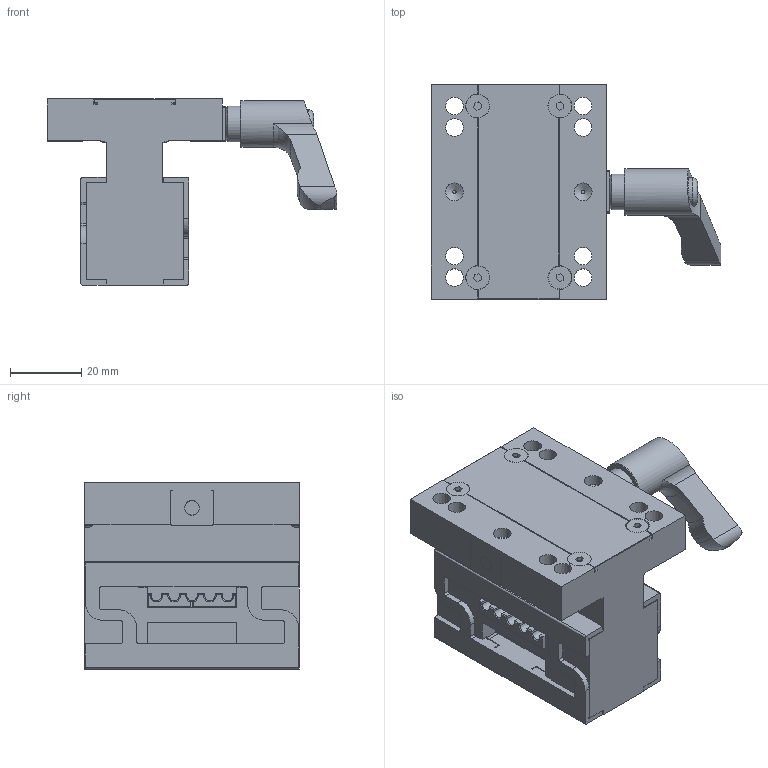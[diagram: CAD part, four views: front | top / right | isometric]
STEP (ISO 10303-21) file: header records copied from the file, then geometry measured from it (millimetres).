
FILE_DESCRIPTION(/* description */ ('Unknown'),/* implementation_level */ '2;1');
FILE_NAME(/* name */ 'A-0000150-Schlitten50-60lg-Zahnriemen',/* time_stamp */ '2020-03-29T10:09:13+02:00',/* author */ ('Unknown'),/* organization */ ('Unknown'),/* preprocessor_version */ 'ST-DEVELOPER v16.7',/* originating_system */ 'Solid Edge',/* authorisation */ 'Unknown');
FILE_SCHEMA (('AUTOMOTIVE_DESIGN {1 0 10303 214 3 1 1}'));
Length unit declared in the file: millimetre
Products named in the file (1): A-0000150-Schlitten50-Zahnriemen-dy
Bounding box: 81 x 60 x 52.1 mm (x, y, z)
Volume: 95751.8 mm3; surface area: 26424.5 mm2
Topology: 1 solids, 7 shells, 589 faces, 1620 edges, 1053 vertices
Faces by surface type: plane 355, cylinder 178, cone 30, torus 22, bspline 4
Full cylindrical faces by diameter (mm): 4.134 x1, 4.5 x1, 4.917 x8, 5 x6, 5.5 x1, 8 x1, 8.3 x1, 10 x1, 13 x1
Entity records: 22738 total; most frequent: CARTESIAN_POINT 3690, ORIENTED_EDGE 3160, DIRECTION 2984, EDGE_CURVE 1580, LINE 1110, VECTOR 1110, VERTEX_POINT 1042, AXIS2_PLACEMENT_3D 937
